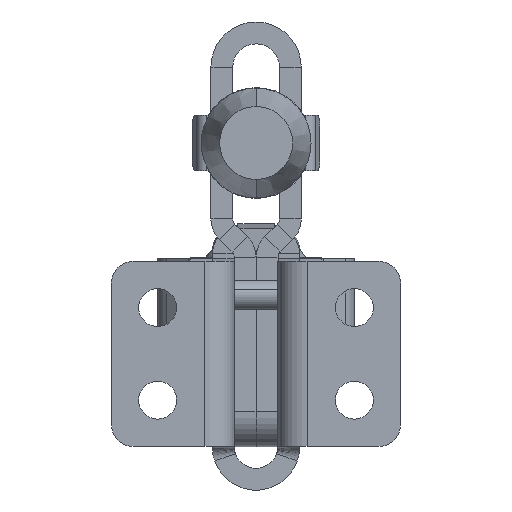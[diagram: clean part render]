
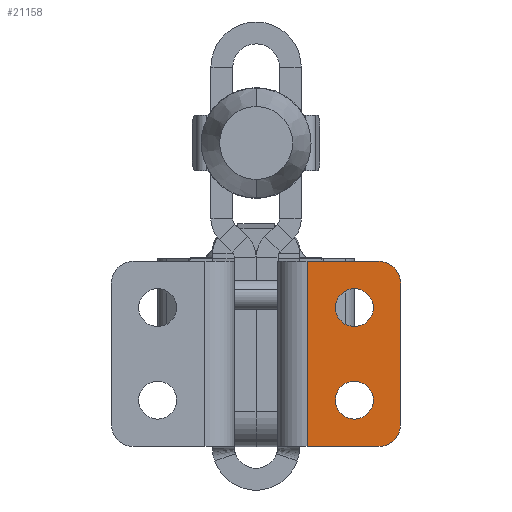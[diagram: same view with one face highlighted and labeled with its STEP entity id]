
A CAD part, front view. The second image highlights one B-rep face of the part: STEP entity #21158.
In plain terms, the highlighted planar face has unit normal (0, -1, 0).
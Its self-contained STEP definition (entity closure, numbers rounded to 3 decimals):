
#4937 = CIRCLE ( 'NONE', #5676, 2.6 ) ;
#4945 = CIRCLE ( 'NONE', #5678, 2.6 ) ;
#5131 = LINE ( 'NONE', #27375, #5133 ) ;
#5132 = CIRCLE ( 'NONE', #5722, 3. ) ;
#5133 = VECTOR ( 'NONE', #27371, 1000. ) ;
#5134 = CIRCLE ( 'NONE', #5720, 2.6 ) ;
#5136 = CIRCLE ( 'NONE', #5721, 2.6 ) ;
#5137 = LINE ( 'NONE', #27381, #5139 ) ;
#5139 = VECTOR ( 'NONE', #27382, 1000. ) ;
#5140 = LINE ( 'NONE', #27390, #5142 ) ;
#5141 = LINE ( 'NONE', #27394, #5144 ) ;
#5142 = VECTOR ( 'NONE', #27386, 1000. ) ;
#5143 = CIRCLE ( 'NONE', #5723, 3. ) ;
#5144 = VECTOR ( 'NONE', #27395, 1000. ) ;
#5676 = AXIS2_PLACEMENT_3D ( 'NONE', #30600, #30601, #30602 ) ;
#5678 = AXIS2_PLACEMENT_3D ( 'NONE', #30610, #30611, #30612 ) ;
#5720 = AXIS2_PLACEMENT_3D ( 'NONE', #27383, #27384, #27385 ) ;
#5721 = AXIS2_PLACEMENT_3D ( 'NONE', #27387, #27388, #27389 ) ;
#5722 = AXIS2_PLACEMENT_3D ( 'NONE', #27391, #27392, #27393 ) ;
#5723 = AXIS2_PLACEMENT_3D ( 'NONE', #27396, #27397, #27398 ) ;
#9418 = VERTEX_POINT ( 'NONE', #22663 ) ;
#9419 = VERTEX_POINT ( 'NONE', #22662 ) ;
#9420 = VERTEX_POINT ( 'NONE', #22661 ) ;
#9435 = VERTEX_POINT ( 'NONE', #22646 ) ;
#9493 = VERTEX_POINT ( 'NONE', #22592 ) ;
#12774 = EDGE_LOOP ( 'NONE', ( #23825, #23826 ) ) ;
#12778 = EDGE_LOOP ( 'NONE', ( #23829, #23830, #23831, #23832, #23833, #23834 ) ) ;
#12998 = EDGE_LOOP ( 'NONE', ( #23827, #23828 ) ) ;
#15877 = EDGE_CURVE ( 'NONE', #24915, #24916, #4937, .T. ) ;
#15881 = EDGE_CURVE ( 'NONE', #24919, #24922, #4945, .T. ) ;
#16002 = EDGE_CURVE ( 'NONE', #9420, #28126, #5131, .T. ) ;
#16004 = EDGE_CURVE ( 'NONE', #24916, #24915, #5134, .T. ) ;
#16005 = EDGE_CURVE ( 'NONE', #24922, #24919, #5136, .T. ) ;
#16006 = EDGE_CURVE ( 'NONE', #9493, #9435, #5137, .T. ) ;
#16007 = EDGE_CURVE ( 'NONE', #9435, #9419, #5132, .T. ) ;
#16008 = EDGE_CURVE ( 'NONE', #9419, #28126, #5140, .T. ) ;
#16009 = EDGE_CURVE ( 'NONE', #9420, #9418, #5141, .T. ) ;
#16010 = EDGE_CURVE ( 'NONE', #9418, #9493, #5143, .T. ) ;
#18495 = DIRECTION ( 'NONE',  ( 0., 1., 0. ) ) ;
#18497 = CARTESIAN_POINT ( 'NONE',  ( 0., -3., 0. ) ) ;
#18498 = PLANE ( 'NONE',  #21291 ) ;
#18500 = DIRECTION ( 'NONE',  ( -1., 0., 0. ) ) ;
#21158 = ADVANCED_FACE ( 'NONE', ( #25402, #25409, #25405 ), #18498, .F. ) ;
#21291 = AXIS2_PLACEMENT_3D ( 'NONE', #18497, #18495, #18500 ) ;
#22592 = CARTESIAN_POINT ( 'NONE',  ( 19.85, -3., 3. ) ) ;
#22646 = CARTESIAN_POINT ( 'NONE',  ( 19.85, -3., 22.4 ) ) ;
#22661 = CARTESIAN_POINT ( 'NONE',  ( 7., -3., 0. ) ) ;
#22662 = CARTESIAN_POINT ( 'NONE',  ( 16.85, -3., 25.4 ) ) ;
#22663 = CARTESIAN_POINT ( 'NONE',  ( 16.85, -3., 0. ) ) ;
#23825 = ORIENTED_EDGE ( 'NONE', *, *, #15877, .F. ) ;
#23826 = ORIENTED_EDGE ( 'NONE', *, *, #16004, .F. ) ;
#23827 = ORIENTED_EDGE ( 'NONE', *, *, #15881, .F. ) ;
#23828 = ORIENTED_EDGE ( 'NONE', *, *, #16005, .F. ) ;
#23829 = ORIENTED_EDGE ( 'NONE', *, *, #16006, .T. ) ;
#23830 = ORIENTED_EDGE ( 'NONE', *, *, #16007, .T. ) ;
#23831 = ORIENTED_EDGE ( 'NONE', *, *, #16008, .T. ) ;
#23832 = ORIENTED_EDGE ( 'NONE', *, *, #16002, .F. ) ;
#23833 = ORIENTED_EDGE ( 'NONE', *, *, #16009, .T. ) ;
#23834 = ORIENTED_EDGE ( 'NONE', *, *, #16010, .T. ) ;
#24915 = VERTEX_POINT ( 'NONE', #26675 ) ;
#24916 = VERTEX_POINT ( 'NONE', #26676 ) ;
#24919 = VERTEX_POINT ( 'NONE', #26679 ) ;
#24922 = VERTEX_POINT ( 'NONE', #26682 ) ;
#25402 = FACE_BOUND ( 'NONE', #12774, .T. ) ;
#25405 = FACE_OUTER_BOUND ( 'NONE', #12778, .T. ) ;
#25409 = FACE_BOUND ( 'NONE', #12998, .T. ) ;
#26675 = CARTESIAN_POINT ( 'NONE',  ( 10.9, -3., 6.35 ) ) ;
#26676 = CARTESIAN_POINT ( 'NONE',  ( 16.1, -3., 6.35 ) ) ;
#26679 = CARTESIAN_POINT ( 'NONE',  ( 10.9, -3., 19.05 ) ) ;
#26682 = CARTESIAN_POINT ( 'NONE',  ( 16.1, -3., 19.05 ) ) ;
#26714 = CARTESIAN_POINT ( 'NONE',  ( 7., -3., 25.4 ) ) ;
#27371 = DIRECTION ( 'NONE',  ( 0., 0., 1. ) ) ;
#27375 = CARTESIAN_POINT ( 'NONE',  ( 7., -3., 0. ) ) ;
#27381 = CARTESIAN_POINT ( 'NONE',  ( 19.85, -3., 25.4 ) ) ;
#27382 = DIRECTION ( 'NONE',  ( 0., 0., 1. ) ) ;
#27383 = CARTESIAN_POINT ( 'NONE',  ( 13.5, -3., 6.35 ) ) ;
#27384 = DIRECTION ( 'NONE',  ( 0., -1., 0. ) ) ;
#27385 = DIRECTION ( 'NONE',  ( 1., 0., 0. ) ) ;
#27386 = DIRECTION ( 'NONE',  ( -1., 0., 0. ) ) ;
#27387 = CARTESIAN_POINT ( 'NONE',  ( 13.5, -3., 19.05 ) ) ;
#27388 = DIRECTION ( 'NONE',  ( 0., -1., 0. ) ) ;
#27389 = DIRECTION ( 'NONE',  ( 1., 0., 0. ) ) ;
#27390 = CARTESIAN_POINT ( 'NONE',  ( 6., -3., 25.4 ) ) ;
#27391 = CARTESIAN_POINT ( 'NONE',  ( 16.85, -3., 22.4 ) ) ;
#27392 = DIRECTION ( 'NONE',  ( 0., -1., 0. ) ) ;
#27393 = DIRECTION ( 'NONE',  ( -1., 0., 0. ) ) ;
#27394 = CARTESIAN_POINT ( 'NONE',  ( 19.85, -3., 0. ) ) ;
#27395 = DIRECTION ( 'NONE',  ( 1., 0., 0. ) ) ;
#27396 = CARTESIAN_POINT ( 'NONE',  ( 16.85, -3., 3. ) ) ;
#27397 = DIRECTION ( 'NONE',  ( 0., -1., 0. ) ) ;
#27398 = DIRECTION ( 'NONE',  ( -1., 0., 0. ) ) ;
#28126 = VERTEX_POINT ( 'NONE', #26714 ) ;
#30600 = CARTESIAN_POINT ( 'NONE',  ( 13.5, -3., 6.35 ) ) ;
#30601 = DIRECTION ( 'NONE',  ( 0., -1., 0. ) ) ;
#30602 = DIRECTION ( 'NONE',  ( 1., 0., 0. ) ) ;
#30610 = CARTESIAN_POINT ( 'NONE',  ( 13.5, -3., 19.05 ) ) ;
#30611 = DIRECTION ( 'NONE',  ( 0., -1., 0. ) ) ;
#30612 = DIRECTION ( 'NONE',  ( 1., 0., 0. ) ) ;
